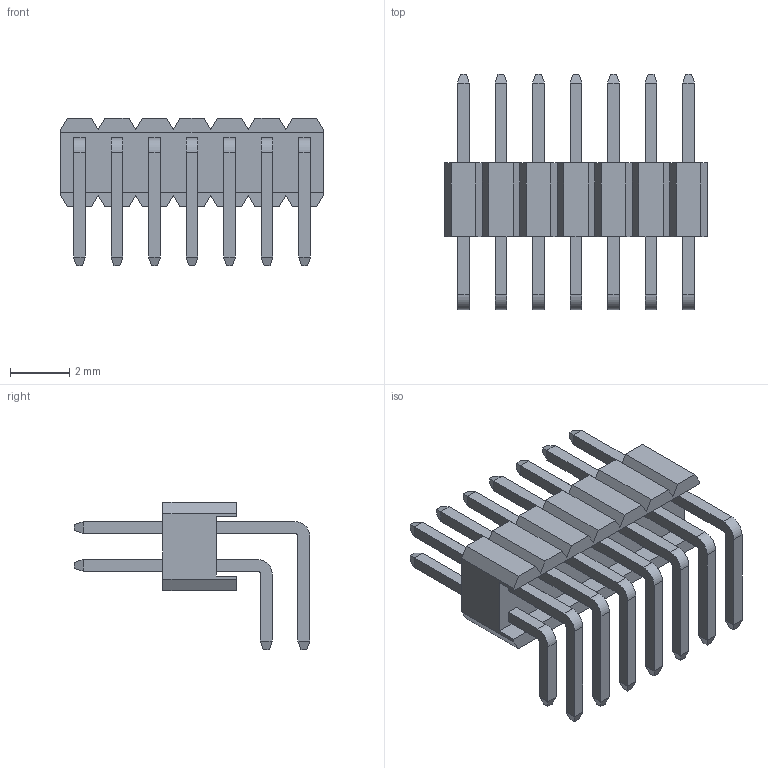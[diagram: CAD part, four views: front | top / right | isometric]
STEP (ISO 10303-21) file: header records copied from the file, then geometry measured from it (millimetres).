
FILE_DESCRIPTION((''),'2;1');
FILE_NAME('FPH12734-D22B1014031903B','2024-01-31T',('工程三'),(''),'PRO/ENGINEER BY PARAMETRIC TECHNOLOGY CORPORATION, 2010280','PRO/ENGINEER BY PARAMETRIC TECHNOLOGY CORPORATION, 2010280','');
FILE_SCHEMA(('CONFIG_CONTROL_DESIGN'));
Length unit declared in the file: millimetre
Products named in the file (1): FPH12734-D22B1014031903B
Bounding box: 8.89 x 7.97 x 5 mm (x, y, z)
Volume: 70.1 mm3; surface area: 320.7 mm2
Topology: 1 solids, 1 shells, 358 faces, 872 edges, 544 vertices
Faces by surface type: plane 330, cylinder 28
Entity records: 10214 total; most frequent: CARTESIAN_POINT 1774, ORIENTED_EDGE 1744, DIRECTION 1644, EDGE_CURVE 872, VECTOR 816, LINE 816, VERTEX_POINT 544, AXIS2_PLACEMENT_3D 414
